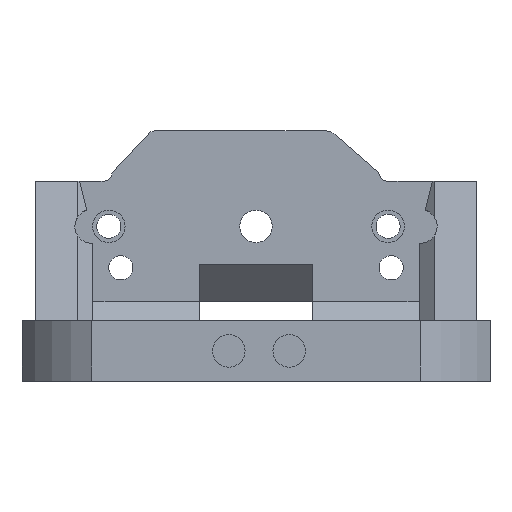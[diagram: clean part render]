
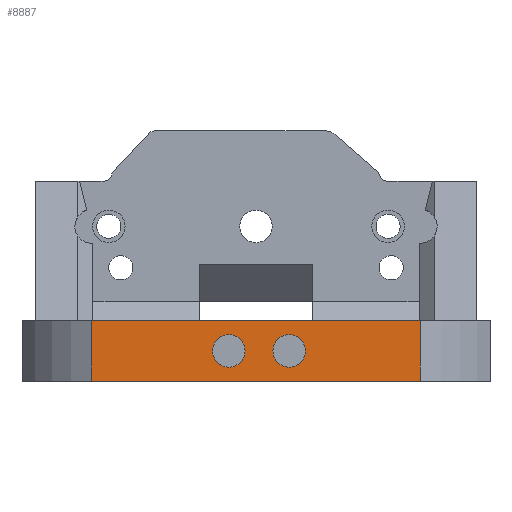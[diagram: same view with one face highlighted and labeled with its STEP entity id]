
A CAD part, left-side view. The second image highlights one B-rep face of the part: STEP entity #8887.
In plain terms, the highlighted planar face has unit normal (-1, 0, 0).
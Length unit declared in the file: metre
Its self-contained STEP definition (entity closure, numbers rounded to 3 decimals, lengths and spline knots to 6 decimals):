
#260=CIRCLE('',#9512,0.00215);
#261=CIRCLE('',#9513,0.00215);
#1308=ORIENTED_EDGE('',*,*,#3737,.F.);
#1309=ORIENTED_EDGE('',*,*,#3738,.F.);
#1310=ORIENTED_EDGE('',*,*,#3007,.F.);
#1311=ORIENTED_EDGE('',*,*,#3736,.T.);
#1312=ORIENTED_EDGE('',*,*,#3485,.F.);
#1313=ORIENTED_EDGE('',*,*,#3739,.F.);
#3007=EDGE_CURVE('',#4287,#4288,#5124,.T.);
#3485=EDGE_CURVE('',#4765,#4766,#5542,.T.);
#3736=EDGE_CURVE('',#4287,#4766,#5720,.T.);
#3737=EDGE_CURVE('',#4966,#4966,#260,.T.);
#3738=EDGE_CURVE('',#4967,#4967,#261,.T.);
#3739=EDGE_CURVE('',#4288,#4765,#5721,.T.);
#4287=VERTEX_POINT('',#12618);
#4288=VERTEX_POINT('',#12620);
#4765=VERTEX_POINT('',#13575);
#4766=VERTEX_POINT('',#13577);
#4966=VERTEX_POINT('',#14088);
#4967=VERTEX_POINT('',#14090);
#5124=LINE('',#12619,#6232);
#5542=LINE('',#13576,#6650);
#5720=LINE('',#14085,#6828);
#5721=LINE('',#14091,#6829);
#6232=VECTOR('',#10120,1.);
#6650=VECTOR('',#10660,1.);
#6828=VECTOR('',#11100,1.);
#6829=VECTOR('',#11107,1.);
#7421=EDGE_LOOP('',(#1308));
#7422=EDGE_LOOP('',(#1309));
#7423=EDGE_LOOP('',(#1310,#1311,#1312,#1313));
#8057=FACE_BOUND('',#7421,.T.);
#8058=FACE_BOUND('',#7422,.T.);
#8059=FACE_BOUND('',#7423,.T.);
#8498=PLANE('',#9511);
#8887=ADVANCED_FACE('',(#8057,#8058,#8059),#8498,.T.);
#9511=AXIS2_PLACEMENT_3D('',#14086,#11101,#11102);
#9512=AXIS2_PLACEMENT_3D('',#14087,#11103,#11104);
#9513=AXIS2_PLACEMENT_3D('',#14089,#11105,#11106);
#10120=DIRECTION('',(0.,1.,0.));
#10660=DIRECTION('',(0.,-1.,0.));
#11100=DIRECTION('',(0.,0.,1.));
#11101=DIRECTION('',(-1.,0.,0.));
#11102=DIRECTION('',(0.,0.,1.));
#11103=DIRECTION('',(-1.,0.,0.));
#11104=DIRECTION('',(0.,0.,1.));
#11105=DIRECTION('',(-1.,0.,0.));
#11106=DIRECTION('',(0.,0.,1.));
#11107=DIRECTION('',(0.,0.,1.));
#12618=CARTESIAN_POINT('',(-0.058741,-0.021746,-0.0085));
#12619=CARTESIAN_POINT('',(-0.058741,0.,-0.0085));
#12620=CARTESIAN_POINT('',(-0.058741,0.021746,-0.0085));
#13575=CARTESIAN_POINT('',(-0.058741,0.021746,-0.0005));
#13576=CARTESIAN_POINT('',(-0.058741,0.,-0.0005));
#13577=CARTESIAN_POINT('',(-0.058741,-0.021746,-0.0005));
#14085=CARTESIAN_POINT('',(-0.058741,-0.021746,-0.008502));
#14086=CARTESIAN_POINT('',(-0.058741,0.,-0.008502));
#14087=CARTESIAN_POINT('',(-0.058741,0.0036,-0.0045));
#14088=CARTESIAN_POINT('',(-0.058741,0.0036,-0.00235));
#14089=CARTESIAN_POINT('',(-0.058741,-0.0044,-0.0045));
#14090=CARTESIAN_POINT('',(-0.058741,-0.0044,-0.00235));
#14091=CARTESIAN_POINT('',(-0.058741,0.021746,-0.008502));
